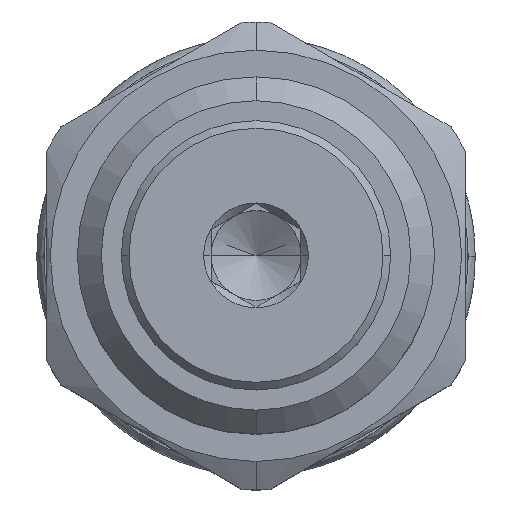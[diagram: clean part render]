
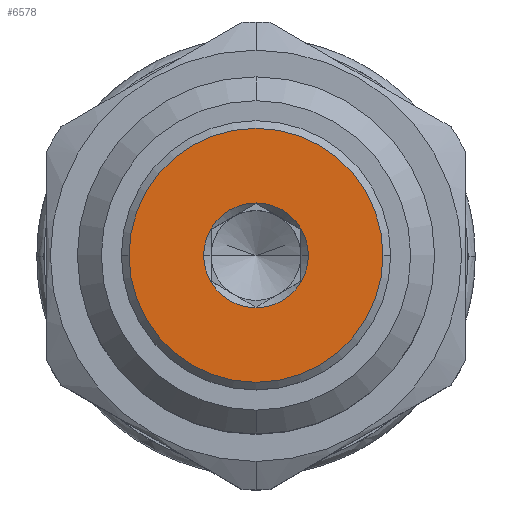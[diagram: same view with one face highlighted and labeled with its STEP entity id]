
A CAD part, top view. The second image highlights one B-rep face of the part: STEP entity #6578.
In plain terms, the highlighted planar face has unit normal (0, 0, 1).
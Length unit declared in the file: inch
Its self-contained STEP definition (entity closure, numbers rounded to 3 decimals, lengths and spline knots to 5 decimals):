
#2617=CARTESIAN_POINT('',(0.,0.,3.77));
#2618=DIRECTION('',(0.,0.,-1.));
#2619=DIRECTION('',(1.,0.,0.));
#2620=AXIS2_PLACEMENT_3D('',#2617,#2618,#2619);
#2627=CARTESIAN_POINT('',(0.,0.,3.77));
#2628=DIRECTION('',(0.,0.,1.));
#2629=DIRECTION('',(-1.,0.,0.));
#2630=AXIS2_PLACEMENT_3D('',#2627,#2628,#2629);
#2632=CARTESIAN_POINT('',(0.,0.,3.77));
#2633=DIRECTION('',(0.,0.,1.));
#2634=DIRECTION('',(1.,0.,0.));
#2635=AXIS2_PLACEMENT_3D('',#2632,#2633,#2634);
#2637=CARTESIAN_POINT('',(0.,0.,3.77));
#2638=DIRECTION('',(0.,0.,-1.));
#2639=DIRECTION('',(-1.,0.,0.));
#2640=AXIS2_PLACEMENT_3D('',#2637,#2638,#2639);
#3269=CARTESIAN_POINT('',(0.2655,0.,3.77));
#3270=CARTESIAN_POINT('',(-0.2655,0.,3.77));
#3271=VERTEX_POINT('',#3269);
#3272=VERTEX_POINT('',#3270);
#3281=CARTESIAN_POINT('',(-0.1095,0.,3.77));
#3282=CARTESIAN_POINT('',(0.1095,0.,3.77));
#3283=VERTEX_POINT('',#3281);
#3284=VERTEX_POINT('',#3282);
#6562=CARTESIAN_POINT('',(0.,0.,3.77));
#6563=DIRECTION('',(0.,0.,-1.));
#6564=DIRECTION('',(1.,0.,0.));
#6565=AXIS2_PLACEMENT_3D('',#6562,#6563,#6564);
#6566=PLANE('',#6565);
#6567=ORIENTED_EDGE('',*,*,#6552,.T.);
#6569=ORIENTED_EDGE('',*,*,#6568,.T.);
#6570=EDGE_LOOP('',(#6567,#6569));
#6571=FACE_OUTER_BOUND('',#6570,.F.);
#6573=ORIENTED_EDGE('',*,*,#6572,.T.);
#6575=ORIENTED_EDGE('',*,*,#6574,.T.);
#6576=EDGE_LOOP('',(#6573,#6575));
#6577=FACE_BOUND('',#6576,.F.);
#6578=ADVANCED_FACE('',(#6571,#6577),#6566,.F.);
#2621=CIRCLE('',#2620,0.2655);
#2631=CIRCLE('',#2630,0.1095);
#2636=CIRCLE('',#2635,0.1095);
#2641=CIRCLE('',#2640,0.2655);
#6552=EDGE_CURVE('',#3271,#3272,#2621,.T.);
#6568=EDGE_CURVE('',#3272,#3271,#2641,.T.);
#6572=EDGE_CURVE('',#3283,#3284,#2631,.T.);
#6574=EDGE_CURVE('',#3284,#3283,#2636,.T.);
